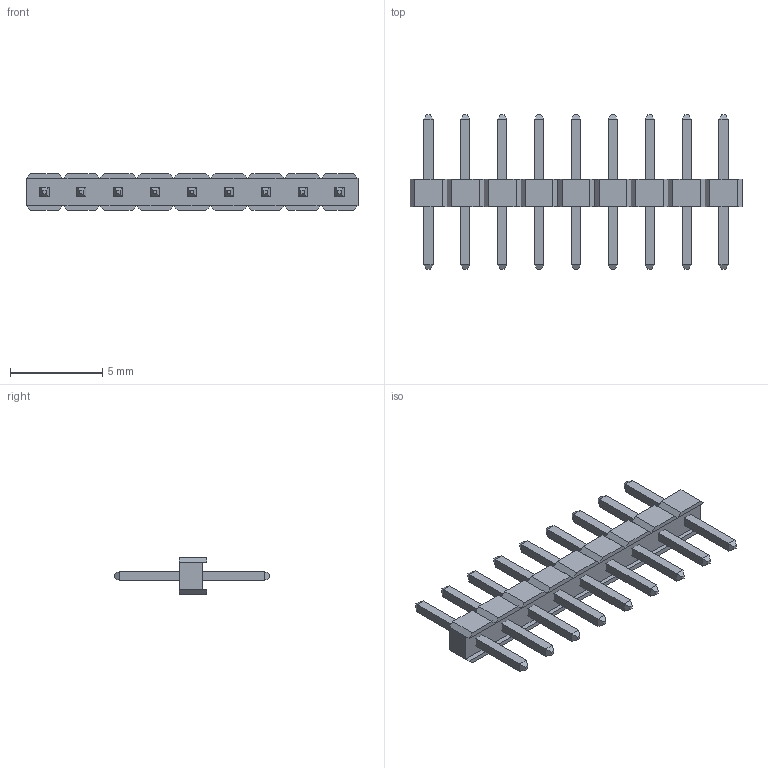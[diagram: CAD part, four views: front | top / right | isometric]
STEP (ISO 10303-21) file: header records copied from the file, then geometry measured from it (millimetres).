
FILE_DESCRIPTION(('STEP AP214'),'1');
FILE_NAME(' ',' ',('TraceParts'),('TraceParts S.A.'),'XStep 1.0',' ',' ');
FILE_SCHEMA(('automotive_design'));
Length unit declared in the file: millimetre
Products named in the file (10): M22-201_ASM|Next assembly relationship;M22-201-MOULD; M22-201_ASM|Next assembly relationship;M22-201-PIN
Bounding box: 18 x 8.4 x 2 mm (x, y, z)
Volume: 61.8 mm3; surface area: 308.1 mm2
Topology: 10 solids, 10 shells, 256 faces, 600 edges, 364 vertices
Faces by surface type: bspline 256
Entity records: 14155 total; most frequent: CARTESIAN_POINT 1998, STYLED_ITEM 1230, PRESENTATION_STYLE_ASSIGNMENT 1230, COLOUR_RGB 1230, ORIENTED_EDGE 1200, DIRECTION 620, EDGE_CURVE 600, CURVE_STYLE 600
